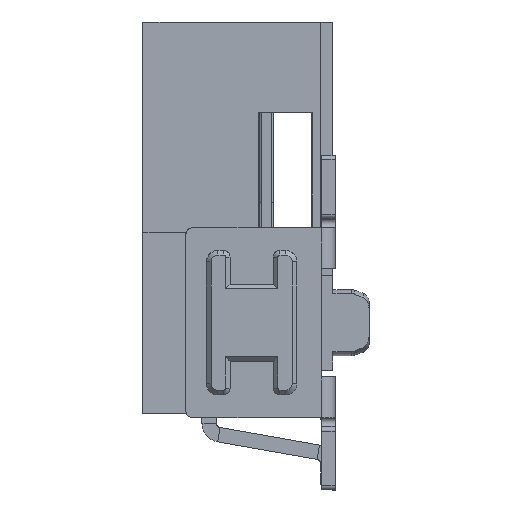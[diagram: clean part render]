
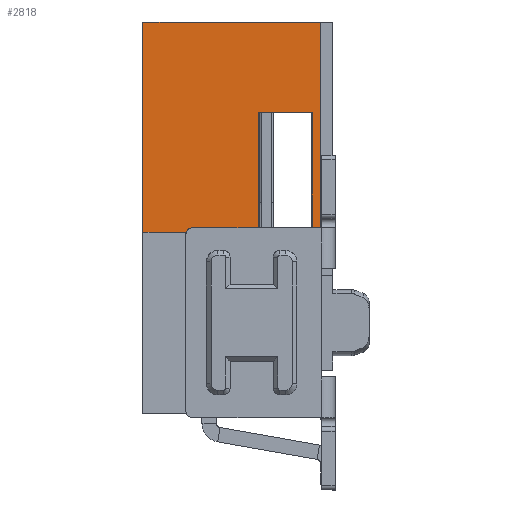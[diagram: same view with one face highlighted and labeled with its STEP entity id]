
A CAD part, left-side view. The second image highlights one B-rep face of the part: STEP entity #2818.
In plain terms, the highlighted planar face has unit normal (-1, 0, 0).
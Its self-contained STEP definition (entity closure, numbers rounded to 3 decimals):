
#2750=AXIS2_PLACEMENT_3D('Plane Axis2P3D',#2747,#2748,#2749) ;
#819=CARTESIAN_POINT('Vertex',(1.165,2.455,8.35)) ;
#822=CARTESIAN_POINT('Line Origine',(1.165,2.455,7.025)) ;
#826=CARTESIAN_POINT('Vertex',(1.165,2.455,5.7)) ;
#2729=CARTESIAN_POINT('Vertex',(1.165,1.255,8.35)) ;
#2732=CARTESIAN_POINT('Line Origine',(1.165,1.855,8.35)) ;
#2747=CARTESIAN_POINT('Axis2P3D Location',(1.165,5.766,3.997)) ;
#2752=CARTESIAN_POINT('Line Origine',(1.165,1.075,7.55)) ;
#2756=CARTESIAN_POINT('Vertex',(1.165,1.075,4.75)) ;
#2758=CARTESIAN_POINT('Vertex',(1.165,1.075,10.35)) ;
#2761=CARTESIAN_POINT('Line Origine',(1.165,3.038,10.35)) ;
#2765=CARTESIAN_POINT('Vertex',(1.165,5.,10.35)) ;
#2768=CARTESIAN_POINT('Line Origine',(1.165,5.,8.025)) ;
#2772=CARTESIAN_POINT('Vertex',(1.165,5.,5.7)) ;
#2775=CARTESIAN_POINT('Line Origine',(1.165,3.728,5.7)) ;
#2780=CARTESIAN_POINT('Line Origine',(1.165,1.255,7.025)) ;
#2784=CARTESIAN_POINT('Vertex',(1.165,1.255,5.7)) ;
#2787=CARTESIAN_POINT('Line Origine',(1.165,1.228,5.7)) ;
#2791=CARTESIAN_POINT('Vertex',(1.165,1.2,5.7)) ;
#2794=CARTESIAN_POINT('Line Origine',(1.165,1.2,5.225)) ;
#2798=CARTESIAN_POINT('Vertex',(1.165,1.2,4.75)) ;
#2801=CARTESIAN_POINT('Line Origine',(1.165,1.138,4.75)) ;
#823=DIRECTION('Vector Direction',(0.,0.,1.)) ;
#2733=DIRECTION('Vector Direction',(0.,-1.,0.)) ;
#2748=DIRECTION('Axis2P3D Direction',(-1.,0.,0.)) ;
#2749=DIRECTION('Axis2P3D XDirection',(0.,-1.,0.)) ;
#2753=DIRECTION('Vector Direction',(0.,0.,1.)) ;
#2762=DIRECTION('Vector Direction',(0.,-1.,0.)) ;
#2769=DIRECTION('Vector Direction',(0.,0.,-1.)) ;
#2776=DIRECTION('Vector Direction',(0.,-1.,0.)) ;
#2781=DIRECTION('Vector Direction',(0.,0.,-1.)) ;
#2788=DIRECTION('Vector Direction',(0.,-1.,0.)) ;
#2795=DIRECTION('Vector Direction',(0.,0.,-1.)) ;
#2802=DIRECTION('Vector Direction',(0.,-1.,0.)) ;
#824=VECTOR('Line Direction',#823,1.) ;
#2734=VECTOR('Line Direction',#2733,1.) ;
#2754=VECTOR('Line Direction',#2753,1.) ;
#2763=VECTOR('Line Direction',#2762,1.) ;
#2770=VECTOR('Line Direction',#2769,1.) ;
#2777=VECTOR('Line Direction',#2776,1.) ;
#2782=VECTOR('Line Direction',#2781,1.) ;
#2789=VECTOR('Line Direction',#2788,1.) ;
#2796=VECTOR('Line Direction',#2795,1.) ;
#2803=VECTOR('Line Direction',#2802,1.) ;
#2807=ORIENTED_EDGE('',*,*,#2760,.T.) ;
#2808=ORIENTED_EDGE('',*,*,#2767,.F.) ;
#2809=ORIENTED_EDGE('',*,*,#2774,.T.) ;
#2810=ORIENTED_EDGE('',*,*,#2779,.T.) ;
#2811=ORIENTED_EDGE('',*,*,#828,.T.) ;
#2812=ORIENTED_EDGE('',*,*,#2736,.T.) ;
#2813=ORIENTED_EDGE('',*,*,#2786,.T.) ;
#2814=ORIENTED_EDGE('',*,*,#2793,.T.) ;
#2815=ORIENTED_EDGE('',*,*,#2800,.T.) ;
#2816=ORIENTED_EDGE('',*,*,#2805,.T.) ;
#2818=ADVANCED_FACE('Hauptk\X2\00F6\X0\rper',(#2817),#2751,.T.) ;
#828=EDGE_CURVE('',#827,#820,#825,.T.) ;
#2736=EDGE_CURVE('',#820,#2730,#2735,.T.) ;
#2760=EDGE_CURVE('',#2757,#2759,#2755,.T.) ;
#2767=EDGE_CURVE('',#2766,#2759,#2764,.T.) ;
#2774=EDGE_CURVE('',#2766,#2773,#2771,.T.) ;
#2779=EDGE_CURVE('',#2773,#827,#2778,.T.) ;
#2786=EDGE_CURVE('',#2730,#2785,#2783,.T.) ;
#2793=EDGE_CURVE('',#2785,#2792,#2790,.T.) ;
#2800=EDGE_CURVE('',#2792,#2799,#2797,.T.) ;
#2805=EDGE_CURVE('',#2799,#2757,#2804,.T.) ;
#2806=EDGE_LOOP('',(#2807,#2808,#2809,#2810,#2811,#2812,#2813,#2814,#2815,#2816)) ;
#2817=FACE_OUTER_BOUND('',#2806,.T.) ;
#825=LINE('Line',#822,#824) ;
#2735=LINE('Line',#2732,#2734) ;
#2755=LINE('Line',#2752,#2754) ;
#2764=LINE('Line',#2761,#2763) ;
#2771=LINE('Line',#2768,#2770) ;
#2778=LINE('Line',#2775,#2777) ;
#2783=LINE('Line',#2780,#2782) ;
#2790=LINE('Line',#2787,#2789) ;
#2797=LINE('Line',#2794,#2796) ;
#2804=LINE('Line',#2801,#2803) ;
#2751=PLANE('',#2750) ;
#820=VERTEX_POINT('',#819) ;
#827=VERTEX_POINT('',#826) ;
#2730=VERTEX_POINT('',#2729) ;
#2757=VERTEX_POINT('',#2756) ;
#2759=VERTEX_POINT('',#2758) ;
#2766=VERTEX_POINT('',#2765) ;
#2773=VERTEX_POINT('',#2772) ;
#2785=VERTEX_POINT('',#2784) ;
#2792=VERTEX_POINT('',#2791) ;
#2799=VERTEX_POINT('',#2798) ;
